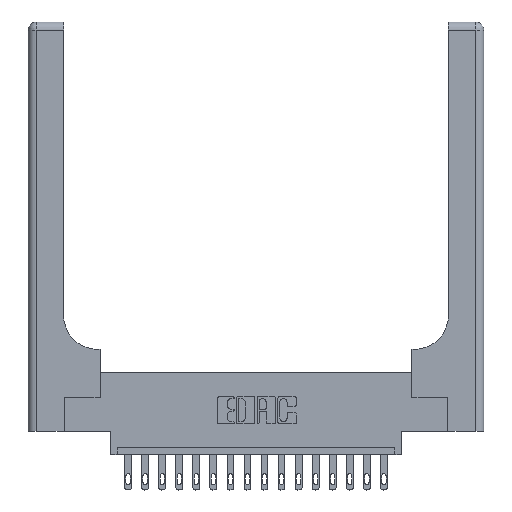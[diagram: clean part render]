
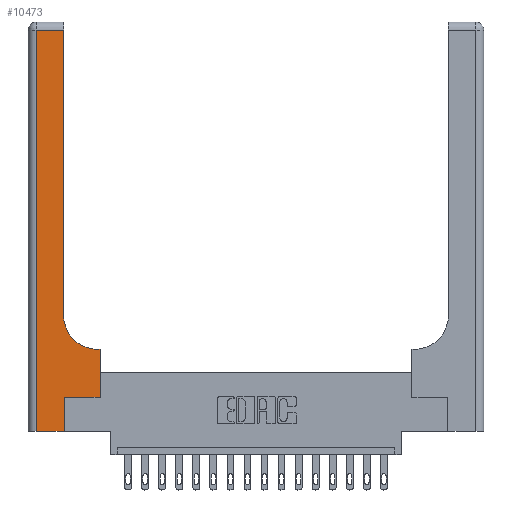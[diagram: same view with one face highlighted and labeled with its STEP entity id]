
A CAD part, top view. The second image highlights one B-rep face of the part: STEP entity #10473.
In plain terms, the highlighted planar face has unit normal (0, 0, 1).
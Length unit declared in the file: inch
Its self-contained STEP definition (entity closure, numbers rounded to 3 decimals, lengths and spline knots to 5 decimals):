
#44 = VECTOR ( 'NONE', #9642, 39.37008 ) ;
#94 = CARTESIAN_POINT ( 'NONE',  ( 0.06, 0., 0.37 ) ) ;
#769 = CARTESIAN_POINT ( 'NONE',  ( 0.26, 0.6, 0.37 ) ) ;
#921 = LINE ( 'NONE', #16867, #3468 ) ;
#1393 = DIRECTION ( 'NONE',  ( -1., 0., 0. ) ) ;
#1417 = ORIENTED_EDGE ( 'NONE', *, *, #4119, .T. ) ;
#1621 = DIRECTION ( 'NONE',  ( 0., 1., 0. ) ) ;
#1647 = DIRECTION ( 'NONE',  ( 0., -1., 0. ) ) ;
#1918 = ORIENTED_EDGE ( 'NONE', *, *, #13037, .T. ) ;
#1998 = DIRECTION ( 'NONE',  ( 1., 0., 0. ) ) ;
#2268 = VECTOR ( 'NONE', #19116, 39.37008 ) ;
#2387 = LINE ( 'NONE', #5315, #8138 ) ;
#2714 = CARTESIAN_POINT ( 'NONE',  ( 0.51, 0.85, 0.37 ) ) ;
#3269 = EDGE_CURVE ( 'NONE', #11889, #5869, #4801, .T. ) ;
#3468 = VECTOR ( 'NONE', #6817, 39.37008 ) ;
#3581 = VERTEX_POINT ( 'NONE', #18529 ) ;
#3695 = AXIS2_PLACEMENT_3D ( 'NONE', #7367, #7651, #1393 ) ;
#3729 = ORIENTED_EDGE ( 'NONE', *, *, #8465, .T. ) ;
#3823 = VERTEX_POINT ( 'NONE', #4387 ) ;
#4119 = EDGE_CURVE ( 'NONE', #3823, #11320, #13435, .T. ) ;
#4159 = DIRECTION ( 'NONE',  ( 0., 0., -1. ) ) ;
#4259 = PLANE ( 'NONE',  #3695 ) ;
#4387 = CARTESIAN_POINT ( 'NONE',  ( 0.06, 2.94, 0.37 ) ) ;
#4519 = EDGE_CURVE ( 'NONE', #11320, #11821, #4711, .T. ) ;
#4711 = LINE ( 'NONE', #16885, #8245 ) ;
#4801 = CIRCLE ( 'NONE', #16234, 0.25 ) ;
#4906 = VERTEX_POINT ( 'NONE', #10762 ) ;
#5105 = ORIENTED_EDGE ( 'NONE', *, *, #3269, .T. ) ;
#5315 = CARTESIAN_POINT ( 'NONE',  ( 0.528, 0.25, 0.37 ) ) ;
#5582 = CARTESIAN_POINT ( 'NONE',  ( 0., 2.94, 0.37 ) ) ;
#5869 = VERTEX_POINT ( 'NONE', #15989 ) ;
#6350 = ORIENTED_EDGE ( 'NONE', *, *, #4519, .T. ) ;
#6817 = DIRECTION ( 'NONE',  ( 1., 0., 0. ) ) ;
#7064 = VECTOR ( 'NONE', #1621, 39.37008 ) ;
#7367 = CARTESIAN_POINT ( 'NONE',  ( 0., 3., 0.37 ) ) ;
#7651 = DIRECTION ( 'NONE',  ( 0., 0., -1. ) ) ;
#7948 = CARTESIAN_POINT ( 'NONE',  ( 0.265, 0.25, 0.37 ) ) ;
#8138 = VECTOR ( 'NONE', #18848, 39.37008 ) ;
#8245 = VECTOR ( 'NONE', #1998, 39.37008 ) ;
#8437 = EDGE_LOOP ( 'NONE', ( #18417, #9025, #1417, #6350, #3729, #1918, #12425, #14594, #5105 ) ) ;
#8465 = EDGE_CURVE ( 'NONE', #11821, #11682, #16116, .T. ) ;
#8809 = EDGE_CURVE ( 'NONE', #5869, #12816, #15979, .T. ) ;
#9025 = ORIENTED_EDGE ( 'NONE', *, *, #13979, .T. ) ;
#9450 = VECTOR ( 'NONE', #1647, 39.37008 ) ;
#9642 = DIRECTION ( 'NONE',  ( -1., 0., 0. ) ) ;
#10473 = ADVANCED_FACE ( 'NONE', ( #13175 ), #4259, .F. ) ;
#10762 = CARTESIAN_POINT ( 'NONE',  ( 0.528, 0.25, 0.37 ) ) ;
#10875 = EDGE_CURVE ( 'NONE', #3581, #11889, #12167, .T. ) ;
#11320 = VERTEX_POINT ( 'NONE', #94 ) ;
#11682 = VERTEX_POINT ( 'NONE', #7948 ) ;
#11821 = VERTEX_POINT ( 'NONE', #12866 ) ;
#11850 = CARTESIAN_POINT ( 'NONE',  ( 0.26, 2.94, 0.37 ) ) ;
#11889 = VERTEX_POINT ( 'NONE', #17321 ) ;
#12148 = CARTESIAN_POINT ( 'NONE',  ( 0.265, 0., 0.37 ) ) ;
#12167 = LINE ( 'NONE', #769, #44 ) ;
#12425 = ORIENTED_EDGE ( 'NONE', *, *, #15499, .T. ) ;
#12816 = VERTEX_POINT ( 'NONE', #11850 ) ;
#12866 = CARTESIAN_POINT ( 'NONE',  ( 0.265, 0., 0.37 ) ) ;
#13037 = EDGE_CURVE ( 'NONE', #11682, #4906, #921, .T. ) ;
#13175 = FACE_OUTER_BOUND ( 'NONE', #8437, .T. ) ;
#13435 = LINE ( 'NONE', #16238, #9450 ) ;
#13979 = EDGE_CURVE ( 'NONE', #12816, #3823, #18830, .T. ) ;
#14449 = CARTESIAN_POINT ( 'NONE',  ( 0.26, 3., 0.37 ) ) ;
#14594 = ORIENTED_EDGE ( 'NONE', *, *, #10875, .T. ) ;
#15499 = EDGE_CURVE ( 'NONE', #4906, #3581, #2387, .T. ) ;
#15802 = DIRECTION ( 'NONE',  ( 0., 1., 0. ) ) ;
#15957 = DIRECTION ( 'NONE',  ( 1., 0., 0. ) ) ;
#15979 = LINE ( 'NONE', #14449, #16327 ) ;
#15989 = CARTESIAN_POINT ( 'NONE',  ( 0.26, 0.85, 0.37 ) ) ;
#16116 = LINE ( 'NONE', #12148, #7064 ) ;
#16234 = AXIS2_PLACEMENT_3D ( 'NONE', #2714, #4159, #15957 ) ;
#16238 = CARTESIAN_POINT ( 'NONE',  ( 0.06, 3., 0.37 ) ) ;
#16327 = VECTOR ( 'NONE', #15802, 39.37008 ) ;
#16867 = CARTESIAN_POINT ( 'NONE',  ( 0.265, 0.25, 0.37 ) ) ;
#16885 = CARTESIAN_POINT ( 'NONE',  ( 0., 0., 0.37 ) ) ;
#17321 = CARTESIAN_POINT ( 'NONE',  ( 0.51, 0.6, 0.37 ) ) ;
#18417 = ORIENTED_EDGE ( 'NONE', *, *, #8809, .T. ) ;
#18529 = CARTESIAN_POINT ( 'NONE',  ( 0.528, 0.6, 0.37 ) ) ;
#18830 = LINE ( 'NONE', #5582, #2268 ) ;
#18848 = DIRECTION ( 'NONE',  ( 0., 1., 0. ) ) ;
#19116 = DIRECTION ( 'NONE',  ( -1., 0., 0. ) ) ;
